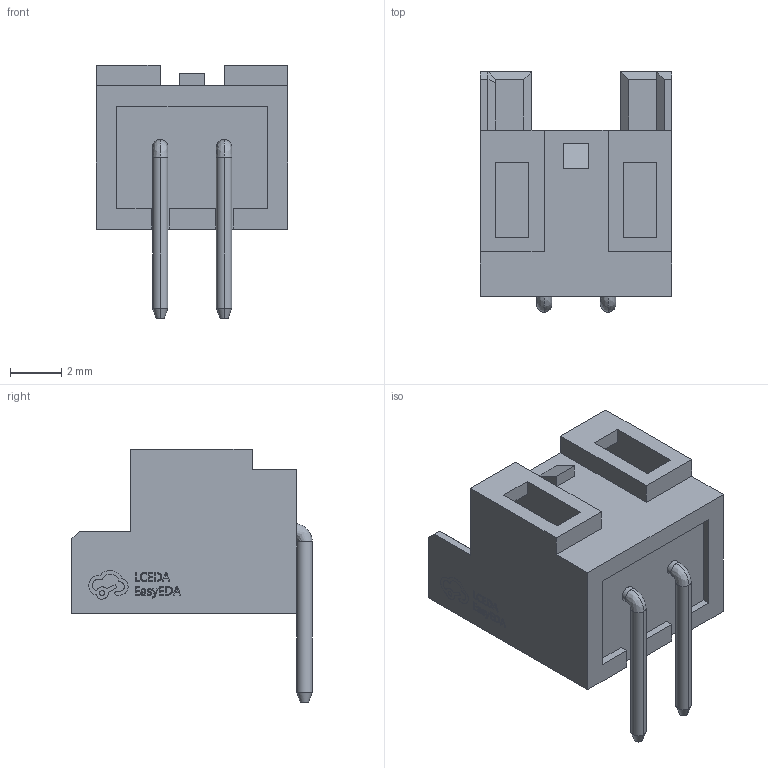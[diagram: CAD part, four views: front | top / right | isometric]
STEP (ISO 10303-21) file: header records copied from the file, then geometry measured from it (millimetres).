
FILE_DESCRIPTION(('Open CASCADE Model'),'2;1');
FILE_NAME('Open CASCADE Shape Model','2026-02-21T16:56:43',('Author'),( 'Open CASCADE'),'Open CASCADE STEP processor 7.8','Open CASCADE 7.8' ,'Unknown');
FILE_SCHEMA(('AUTOMOTIVE_DESIGN { 1 0 10303 214 1 1 1 1 }'));
Length unit declared in the file: millimetre
Products named in the file (1): SOLID
Bounding box: 7.51 x 9.4 x 9.9 mm (x, y, z)
Volume: 166.7 mm3; surface area: 476.3 mm2
Topology: 1 solids, 1 shells, 333 faces, 897 edges, 588 vertices
Faces by surface type: bspline 333
Entity records: 12645 total; most frequent: CARTESIAN_POINT 4787, ORIENTED_EDGE 1794, EDGE_CURVE 897, B_SPLINE_CURVE_WITH_KNOTS 857, VERTEX_POINT 588, FACE_BOUND 359, EDGE_LOOP 359, PRESENTATION_STYLE_ASSIGNMENT 334
